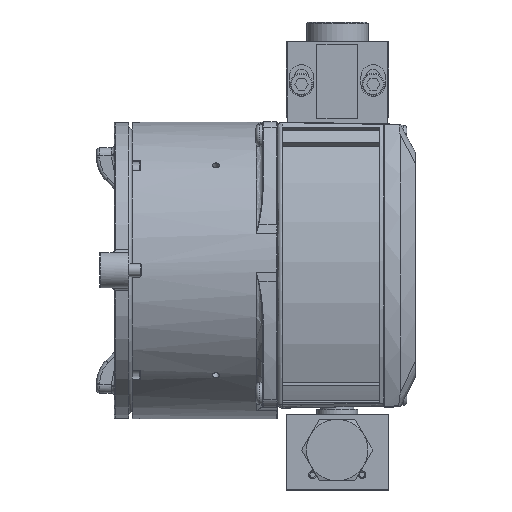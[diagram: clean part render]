
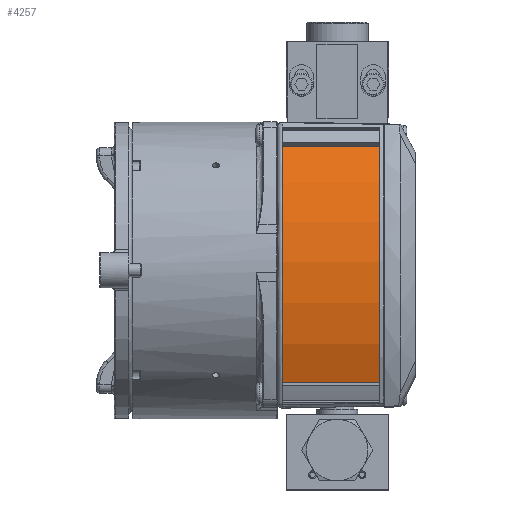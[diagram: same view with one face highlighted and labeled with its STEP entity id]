
A CAD part, top view. The second image highlights one B-rep face of the part: STEP entity #4257.
In plain terms, the highlighted cylindrical face has radius 82.779 mm (diameter 165.557 mm), a partial arc.
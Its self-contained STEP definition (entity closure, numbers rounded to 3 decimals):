
#1697=CYLINDRICAL_SURFACE('',#28041,82.779);
#2636=FACE_OUTER_BOUND('',#9068,.T.);
#4257=ADVANCED_FACE('',(#2636),#1697,.T.);
#6420=CIRCLE('',#28039,82.779);
#6421=CIRCLE('',#28040,82.779);
#9068=EDGE_LOOP('',(#12691,#12692,#12693,#12694));
#12691=ORIENTED_EDGE('',*,*,#21576,.F.);
#12692=ORIENTED_EDGE('',*,*,#21577,.F.);
#12693=ORIENTED_EDGE('',*,*,#21578,.T.);
#12694=ORIENTED_EDGE('',*,*,#21579,.T.);
#18918=VERTEX_POINT('',#43823);
#18919=VERTEX_POINT('',#43824);
#18920=VERTEX_POINT('',#43826);
#18921=VERTEX_POINT('',#43828);
#21576=EDGE_CURVE('',#18918,#18919,#6420,.T.);
#21577=EDGE_CURVE('',#18920,#18918,#24701,.T.);
#21578=EDGE_CURVE('',#18920,#18921,#6421,.T.);
#21579=EDGE_CURVE('',#18921,#18919,#24702,.T.);
#24701=LINE('',#43825,#26211);
#24702=LINE('',#43829,#26212);
#26211=VECTOR('',#32806,1.);
#26212=VECTOR('',#32809,1.);
#28039=AXIS2_PLACEMENT_3D('',#43822,#32804,#32805);
#28040=AXIS2_PLACEMENT_3D('',#43827,#32807,#32808);
#28041=AXIS2_PLACEMENT_3D('',#43830,#32810,#32811);
#32804=DIRECTION('',(1.,0.,0.));
#32805=DIRECTION('',(0.,0.,-1.));
#32806=DIRECTION('',(1.,0.,0.));
#32807=DIRECTION('',(1.,0.,0.));
#32808=DIRECTION('',(0.,0.,-1.));
#32809=DIRECTION('',(1.,0.,0.));
#32810=DIRECTION('',(1.,0.,0.));
#32811=DIRECTION('',(0.,0.,1.));
#43822=CARTESIAN_POINT('',(13.121,68.436,115.951));
#43823=CARTESIAN_POINT('',(13.121,111.526,186.63));
#43824=CARTESIAN_POINT('',(13.121,38.359,193.072));
#43825=CARTESIAN_POINT('',(-17.08,111.526,186.63));
#43826=CARTESIAN_POINT('',(-17.08,111.526,186.63));
#43827=CARTESIAN_POINT('',(-17.08,68.436,115.951));
#43828=CARTESIAN_POINT('',(-17.08,38.359,193.072));
#43829=CARTESIAN_POINT('',(-17.08,38.359,193.072));
#43830=CARTESIAN_POINT('',(-17.08,68.436,115.951));
